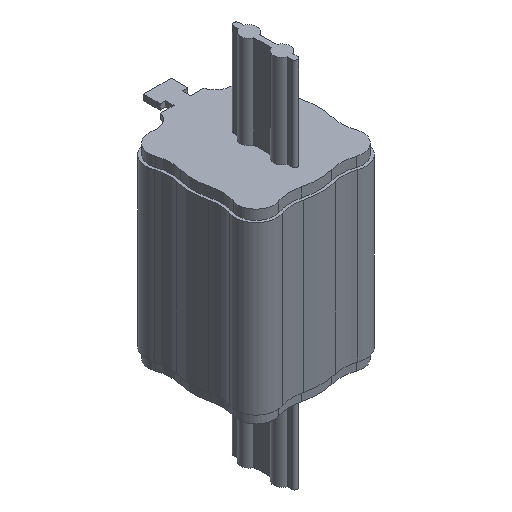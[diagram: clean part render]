
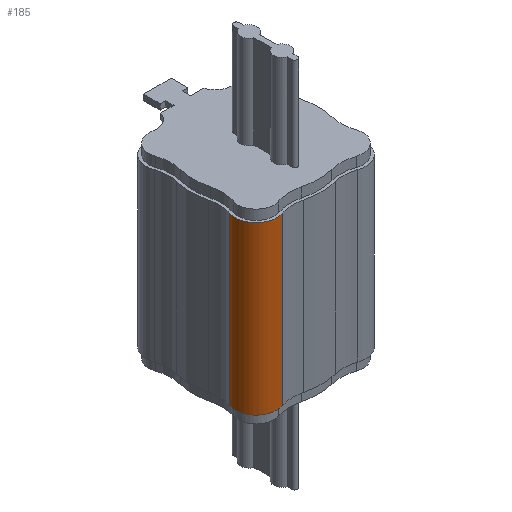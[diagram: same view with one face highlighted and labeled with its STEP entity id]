
A CAD part, isometric view. The second image highlights one B-rep face of the part: STEP entity #185.
In plain terms, the highlighted cylindrical face has radius 7.5 mm (diameter 15 mm), a partial arc.
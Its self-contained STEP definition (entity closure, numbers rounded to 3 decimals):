
#185=ADVANCED_FACE('',(#350),#276,.T.);
#276=CYLINDRICAL_SURFACE('',#2132,7.5);
#350=FACE_OUTER_BOUND('',#450,.T.);
#450=EDGE_LOOP('',(#1047,#1048,#1049,#1050));
#564=LINE('',#3073,#720);
#578=LINE('',#3155,#734);
#720=VECTOR('',#2451,1.);
#734=VECTOR('',#2547,1.);
#1047=ORIENTED_EDGE('',*,*,#1733,.T.);
#1048=ORIENTED_EDGE('',*,*,#1690,.F.);
#1049=ORIENTED_EDGE('',*,*,#1734,.F.);
#1050=ORIENTED_EDGE('',*,*,#1731,.T.);
#1467=VERTEX_POINT('',#3067);
#1470=VERTEX_POINT('',#3072);
#1497=VERTEX_POINT('',#3154);
#1498=VERTEX_POINT('',#3156);
#1690=EDGE_CURVE('',#1470,#1467,#564,.T.);
#1731=EDGE_CURVE('',#1498,#1497,#578,.T.);
#1733=EDGE_CURVE('',#1497,#1467,#1953,.T.);
#1734=EDGE_CURVE('',#1498,#1470,#1954,.T.);
#1953=CIRCLE('',#2130,7.5);
#1954=CIRCLE('',#2131,7.5);
#2130=AXIS2_PLACEMENT_3D('',#3159,#2552,#2553);
#2131=AXIS2_PLACEMENT_3D('',#3160,#2554,#2555);
#2132=AXIS2_PLACEMENT_3D('',#3161,#2556,#2557);
#2451=DIRECTION('',(0.,0.,1.));
#2547=DIRECTION('',(0.,0.,1.));
#2552=DIRECTION('',(0.,0.,-1.));
#2553=DIRECTION('',(1.,0.,0.));
#2554=DIRECTION('',(0.,0.,-1.));
#2555=DIRECTION('',(1.,0.,0.));
#2556=DIRECTION('',(0.,0.,1.));
#2557=DIRECTION('',(1.,0.,0.));
#3067=CARTESIAN_POINT('',(2.734,14.32,-3.5));
#3072=CARTESIAN_POINT('',(2.734,14.32,-63.5));
#3073=CARTESIAN_POINT('',(2.734,14.32,-63.5));
#3154=CARTESIAN_POINT('',(12.238,4.816,-3.5));
#3155=CARTESIAN_POINT('',(12.238,4.816,-63.5));
#3156=CARTESIAN_POINT('',(12.238,4.816,-63.5));
#3159=CARTESIAN_POINT('',(9.841,11.923,-3.5));
#3160=CARTESIAN_POINT('',(9.841,11.923,-63.5));
#3161=CARTESIAN_POINT('',(9.841,11.923,-63.5));
